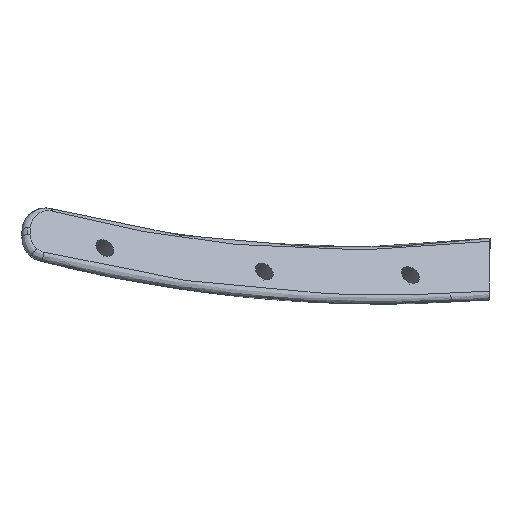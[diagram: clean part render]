
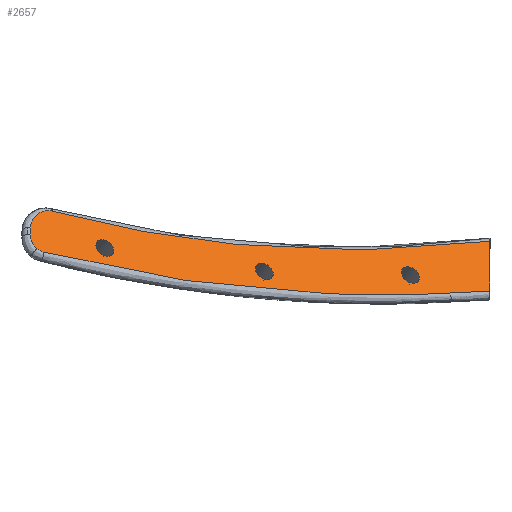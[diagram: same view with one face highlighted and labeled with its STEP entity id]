
A CAD part, left-side view. The second image highlights one B-rep face of the part: STEP entity #2657.
In plain terms, the highlighted planar face has unit normal (-0.707, -0.455, 0.542).
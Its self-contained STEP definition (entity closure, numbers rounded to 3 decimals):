
#38 =( BOUNDED_CURVE ( )  B_SPLINE_CURVE ( 3, ( #139, #3468, #3407, #2049 ),
 .UNSPECIFIED., .F., .F. ) 
 B_SPLINE_CURVE_WITH_KNOTS ( ( 4, 4 ),
 ( 0.448, 0.773 ),
 .UNSPECIFIED. ) 
 CURVE ( )  GEOMETRIC_REPRESENTATION_ITEM ( )  RATIONAL_B_SPLINE_CURVE ( ( 1., 0.991, 0.991, 1. ) ) 
 REPRESENTATION_ITEM ( '' )  );
#54 = CARTESIAN_POINT ( 'NONE',  ( -86.906, 74.774, -1.002 ) ) ;
#85 = CARTESIAN_POINT ( 'NONE',  ( -93.225, 76.287, -7.982 ) ) ;
#88 = CARTESIAN_POINT ( 'NONE',  ( -76.181, 50.333, -7.51 ) ) ;
#125 = ORIENTED_EDGE ( 'NONE', *, *, #318, .T. ) ;
#139 = CARTESIAN_POINT ( 'NONE',  ( -93.225, 76.287, -7.982 ) ) ;
#143 = CIRCLE ( 'NONE', #2080, 1.7 ) ;
#176 = FACE_OUTER_BOUND ( 'NONE', #1840, .T. ) ;
#184 = AXIS2_PLACEMENT_3D ( 'NONE', #724, #2910, #1555 ) ;
#221 = CIRCLE ( 'NONE', #731, 1.7 ) ;
#294 = VECTOR ( 'NONE', #1890, 1000. ) ;
#318 = EDGE_CURVE ( 'NONE', #3389, #2803, #714, .T. ) ;
#321 = VERTEX_POINT ( 'NONE', #2387 ) ;
#327 = CARTESIAN_POINT ( 'NONE',  ( -93.225, 76.287, -7.982 ) ) ;
#345 = CARTESIAN_POINT ( 'NONE',  ( -72.562, 38.582, -12.646 ) ) ;
#416 = CARTESIAN_POINT ( 'NONE',  ( -85.986, 65.856, -7.284 ) ) ;
#434 = DIRECTION ( 'NONE',  ( -0.608, 0., -0.794 ) ) ;
#446 = ORIENTED_EDGE ( 'NONE', *, *, #1200, .T. ) ;
#495 = EDGE_LOOP ( 'NONE', ( #446, #802 ) ) ;
#504 = AXIS2_PLACEMENT_3D ( 'NONE', #416, #1851, #434 ) ;
#564 = CARTESIAN_POINT ( 'NONE',  ( -56.977, 13.591, -13.271 ) ) ;
#619 = VECTOR ( 'NONE', #1659, 1000. ) ;
#625 = ORIENTED_EDGE ( 'NONE', *, *, #2689, .T. ) ;
#667 = EDGE_CURVE ( 'NONE', #2532, #321, #221, .T. ) ;
#707 = ORIENTED_EDGE ( 'NONE', *, *, #1002, .T. ) ;
#714 = CIRCLE ( 'NONE', #2723, 1.7 ) ;
#716 = DIRECTION ( 'NONE',  ( -0.608, 0., -0.794 ) ) ;
#720 = VERTEX_POINT ( 'NONE', #2062 ) ;
#724 = CARTESIAN_POINT ( 'NONE',  ( 46.541, 89.9, 185.892 ) ) ;
#731 = AXIS2_PLACEMENT_3D ( 'NONE', #2882, #2601, #2334 ) ;
#802 = ORIENTED_EDGE ( 'NONE', *, *, #3483, .T. ) ;
#845 = CARTESIAN_POINT ( 'NONE',  ( -89.909, 78.545, -1.757 ) ) ;
#847 = EDGE_CURVE ( 'NONE', #2962, #1757, #2141, .T. ) ;
#936 = CARTESIAN_POINT ( 'NONE',  ( -93.522, 77.474, -7.373 ) ) ;
#998 = EDGE_LOOP ( 'NONE', ( #125, #2233 ) ) ;
#1002 = EDGE_CURVE ( 'NONE', #321, #2532, #2518, .T. ) ;
#1045 = EDGE_CURVE ( 'NONE', #1381, #1062, #1467, .T. ) ;
#1062 = VERTEX_POINT ( 'NONE', #85 ) ;
#1090 = AXIS2_PLACEMENT_3D ( 'NONE', #2530, #1456, #2499 ) ;
#1118 = ORIENTED_EDGE ( 'NONE', *, *, #3475, .T. ) ;
#1169 = CARTESIAN_POINT ( 'NONE',  ( -93.522, 77.128, -7.664 ) ) ;
#1172 = CARTESIAN_POINT ( 'NONE',  ( -86.906, 74.774, -1.002 ) ) ;
#1200 = EDGE_CURVE ( 'NONE', #3525, #3265, #2669, .T. ) ;
#1231 = FACE_BOUND ( 'NONE', #998, .T. ) ;
#1250 =( BOUNDED_CURVE ( )  B_SPLINE_CURVE ( 3, ( #1924, #2242, #2501, #1400 ),
 .UNSPECIFIED., .F., .F. ) 
 B_SPLINE_CURVE_WITH_KNOTS ( ( 4, 4 ),
 ( 5.411, 6.283 ),
 .UNSPECIFIED. ) 
 CURVE ( )  GEOMETRIC_REPRESENTATION_ITEM ( )  RATIONAL_B_SPLINE_CURVE ( ( 1., 0.938, 0.938, 1. ) ) 
 REPRESENTATION_ITEM ( '' )  );
#1276 = ORIENTED_EDGE ( 'NONE', *, *, #847, .T. ) ;
#1298 = DIRECTION ( 'NONE',  ( 0.707, 0.455, -0.542 ) ) ;
#1381 = VERTEX_POINT ( 'NONE', #2566 ) ;
#1400 = CARTESIAN_POINT ( 'NONE',  ( -93.522, 77.474, -7.373 ) ) ;
#1428 = ORIENTED_EDGE ( 'NONE', *, *, #2529, .T. ) ;
#1456 = DIRECTION ( 'NONE',  ( 0.707, 0.455, -0.542 ) ) ;
#1467 =( BOUNDED_CURVE ( )  B_SPLINE_CURVE ( 3, ( #936, #1169, #3336, #327 ),
 .UNSPECIFIED., .F., .F. ) 
 B_SPLINE_CURVE_WITH_KNOTS ( ( 4, 4 ),
 ( 0., 0.448 ),
 .UNSPECIFIED. ) 
 CURVE ( )  GEOMETRIC_REPRESENTATION_ITEM ( )  RATIONAL_B_SPLINE_CURVE ( ( 1., 0.983, 0.983, 1. ) ) 
 REPRESENTATION_ITEM ( '' )  );
#1536 = EDGE_CURVE ( 'NONE', #2592, #2962, #1852, .T. ) ;
#1555 = DIRECTION ( 'NONE',  ( -0.542, 0.841, -0.002 ) ) ;
#1659 = DIRECTION ( 'NONE',  ( -0.608, 0., -0.794 ) ) ;
#1712 =( BOUNDED_CURVE ( )  B_SPLINE_CURVE ( 3, ( #2801, #3390, #88, #1172 ),
 .UNSPECIFIED., .F., .F. ) 
 B_SPLINE_CURVE_WITH_KNOTS ( ( 4, 4 ),
 ( 5.462, 5.845 ),
 .UNSPECIFIED. ) 
 CURVE ( )  GEOMETRIC_REPRESENTATION_ITEM ( )  RATIONAL_B_SPLINE_CURVE ( ( 1., 0.988, 0.988, 1. ) ) 
 REPRESENTATION_ITEM ( '' )  );
#1757 = VERTEX_POINT ( 'NONE', #3512 ) ;
#1776 = ORIENTED_EDGE ( 'NONE', *, *, #1536, .T. ) ;
#1802 = DIRECTION ( 'NONE',  ( -0.608, 0., -0.794 ) ) ;
#1833 = EDGE_CURVE ( 'NONE', #2803, #3389, #143, .T. ) ;
#1840 = EDGE_LOOP ( 'NONE', ( #1428, #1118, #1776, #1276, #2855, #2473, #625 ) ) ;
#1851 = DIRECTION ( 'NONE',  ( 0.707, 0.455, -0.542 ) ) ;
#1852 =( BOUNDED_CURVE ( )  B_SPLINE_CURVE ( 3, ( #2216, #3297, #845, #1944 ),
 .UNSPECIFIED., .F., .F. ) 
 B_SPLINE_CURVE_WITH_KNOTS ( ( 4, 4 ),
 ( 3.58, 5.411 ),
 .UNSPECIFIED. ) 
 CURVE ( )  GEOMETRIC_REPRESENTATION_ITEM ( )  RATIONAL_B_SPLINE_CURVE ( ( 1., 0.74, 0.74, 1. ) ) 
 REPRESENTATION_ITEM ( '' )  );
#1880 = VERTEX_POINT ( 'NONE', #3042 ) ;
#1890 = DIRECTION ( 'NONE',  ( 0.608, 0., 0.794 ) ) ;
#1915 = ORIENTED_EDGE ( 'NONE', *, *, #667, .T. ) ;
#1923 = LINE ( 'NONE', #2209, #294 ) ;
#1924 = CARTESIAN_POINT ( 'NONE',  ( -92.45, 78.545, -5.075 ) ) ;
#1944 = CARTESIAN_POINT ( 'NONE',  ( -91.551, 78.545, -3.901 ) ) ;
#2049 = CARTESIAN_POINT ( 'NONE',  ( -49.31, 0., -14.667 ) ) ;
#2062 = CARTESIAN_POINT ( 'NONE',  ( -42.789, 0., -6.154 ) ) ;
#2080 = AXIS2_PLACEMENT_3D ( 'NONE', #3497, #3477, #716 ) ;
#2120 = CARTESIAN_POINT ( 'NONE',  ( -71.528, 38.582, -11.297 ) ) ;
#2141 = LINE ( 'NONE', #3225, #619 ) ;
#2171 = CARTESIAN_POINT ( 'NONE',  ( -84.952, 65.856, -5.934 ) ) ;
#2209 = CARTESIAN_POINT ( 'NONE',  ( -89.15, 0., -66.674 ) ) ;
#2216 = CARTESIAN_POINT ( 'NONE',  ( -86.906, 74.774, -1.002 ) ) ;
#2233 = ORIENTED_EDGE ( 'NONE', *, *, #1833, .T. ) ;
#2235 = CIRCLE ( 'NONE', #504, 1.7 ) ;
#2242 = CARTESIAN_POINT ( 'NONE',  ( -93.141, 78.545, -5.977 ) ) ;
#2334 = DIRECTION ( 'NONE',  ( -0.608, 0., -0.794 ) ) ;
#2340 = DIRECTION ( 'NONE',  ( 0.707, 0.455, -0.542 ) ) ;
#2387 = CARTESIAN_POINT ( 'NONE',  ( -54.909, 13.591, -10.572 ) ) ;
#2473 = ORIENTED_EDGE ( 'NONE', *, *, #1045, .T. ) ;
#2499 = DIRECTION ( 'NONE',  ( -0.608, 0., -0.794 ) ) ;
#2501 = CARTESIAN_POINT ( 'NONE',  ( -93.522, 78.164, -6.794 ) ) ;
#2518 = CIRCLE ( 'NONE', #1090, 1.7 ) ;
#2529 = EDGE_CURVE ( 'NONE', #1880, #720, #1923, .T. ) ;
#2530 = CARTESIAN_POINT ( 'NONE',  ( -55.943, 13.591, -11.921 ) ) ;
#2532 = VERTEX_POINT ( 'NONE', #564 ) ;
#2566 = CARTESIAN_POINT ( 'NONE',  ( -93.522, 77.474, -7.373 ) ) ;
#2592 = VERTEX_POINT ( 'NONE', #54 ) ;
#2601 = DIRECTION ( 'NONE',  ( 0.707, 0.455, -0.542 ) ) ;
#2629 = FACE_BOUND ( 'NONE', #3203, .T. ) ;
#2630 = CARTESIAN_POINT ( 'NONE',  ( -87.019, 65.856, -8.633 ) ) ;
#2657 = ADVANCED_FACE ( 'NONE', ( #1231, #2629, #3138, #176 ), #3178, .F. ) ;
#2669 = CIRCLE ( 'NONE', #3458, 1.7 ) ;
#2689 = EDGE_CURVE ( 'NONE', #1062, #1880, #38, .T. ) ;
#2716 = CARTESIAN_POINT ( 'NONE',  ( -70.494, 38.582, -9.947 ) ) ;
#2723 = AXIS2_PLACEMENT_3D ( 'NONE', #2120, #1298, #1802 ) ;
#2801 = CARTESIAN_POINT ( 'NONE',  ( -42.789, 0., -6.154 ) ) ;
#2803 = VERTEX_POINT ( 'NONE', #2716 ) ;
#2855 = ORIENTED_EDGE ( 'NONE', *, *, #3276, .T. ) ;
#2882 = CARTESIAN_POINT ( 'NONE',  ( -55.943, 13.591, -11.921 ) ) ;
#2909 = DIRECTION ( 'NONE',  ( -0.608, 0., -0.794 ) ) ;
#2910 = DIRECTION ( 'NONE',  ( 0.707, 0.455, -0.542 ) ) ;
#2962 = VERTEX_POINT ( 'NONE', #3097 ) ;
#3042 = CARTESIAN_POINT ( 'NONE',  ( -49.31, 0., -14.667 ) ) ;
#3097 = CARTESIAN_POINT ( 'NONE',  ( -91.551, 78.545, -3.901 ) ) ;
#3138 = FACE_BOUND ( 'NONE', #495, .T. ) ;
#3178 = PLANE ( 'NONE',  #184 ) ;
#3203 = EDGE_LOOP ( 'NONE', ( #1915, #707 ) ) ;
#3225 = CARTESIAN_POINT ( 'NONE',  ( 51.14, 78.545, 182.368 ) ) ;
#3265 = VERTEX_POINT ( 'NONE', #2171 ) ;
#3276 = EDGE_CURVE ( 'NONE', #1757, #1381, #1250, .T. ) ;
#3297 = CARTESIAN_POINT ( 'NONE',  ( -87.815, 76.845, -0.451 ) ) ;
#3336 = CARTESIAN_POINT ( 'NONE',  ( -93.421, 76.725, -7.87 ) ) ;
#3389 = VERTEX_POINT ( 'NONE', #345 ) ;
#3390 = CARTESIAN_POINT ( 'NONE',  ( -61.294, 25.102, -9.248 ) ) ;
#3407 = CARTESIAN_POINT ( 'NONE',  ( -67.295, 25.68, -16.597 ) ) ;
#3458 = AXIS2_PLACEMENT_3D ( 'NONE', #3467, #2340, #2909 ) ;
#3467 = CARTESIAN_POINT ( 'NONE',  ( -85.986, 65.856, -7.284 ) ) ;
#3468 = CARTESIAN_POINT ( 'NONE',  ( -82.063, 51.334, -14.349 ) ) ;
#3475 = EDGE_CURVE ( 'NONE', #720, #2592, #1712, .T. ) ;
#3477 = DIRECTION ( 'NONE',  ( 0.707, 0.455, -0.542 ) ) ;
#3483 = EDGE_CURVE ( 'NONE', #3265, #3525, #2235, .T. ) ;
#3497 = CARTESIAN_POINT ( 'NONE',  ( -71.528, 38.582, -11.297 ) ) ;
#3512 = CARTESIAN_POINT ( 'NONE',  ( -92.45, 78.545, -5.075 ) ) ;
#3525 = VERTEX_POINT ( 'NONE', #2630 ) ;
